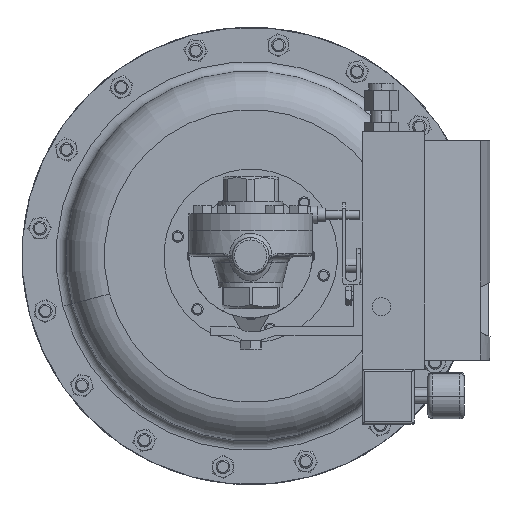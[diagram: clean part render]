
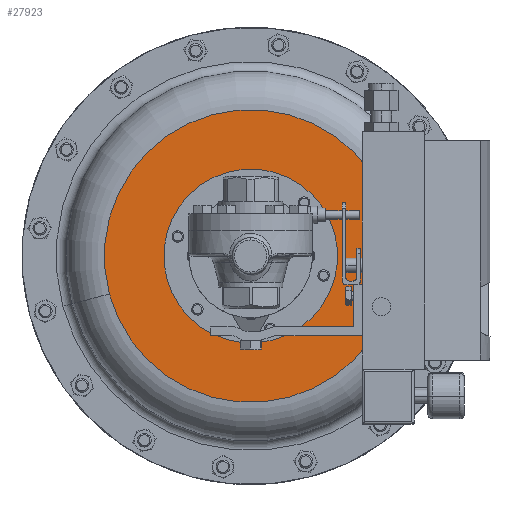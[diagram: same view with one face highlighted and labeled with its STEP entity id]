
A CAD part, front view. The second image highlights one B-rep face of the part: STEP entity #27923.
In plain terms, the highlighted planar face has unit normal (0, -1, 0).
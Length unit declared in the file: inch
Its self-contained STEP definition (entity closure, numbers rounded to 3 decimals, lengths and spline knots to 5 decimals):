
#56 = CARTESIAN_POINT ( 'NONE',  ( 6.32483, 9.24371, 4.01678 ) ) ;
#826 = CARTESIAN_POINT ( 'NONE',  ( 2.46113, 9.24371, 2.9815 ) ) ;
#1127 = CARTESIAN_POINT ( 'NONE',  ( 2.46113, 9.24371, 2.9815 ) ) ;
#1696 = ORIENTED_EDGE ( 'NONE', *, *, #17851, .F. ) ;
#1978 = EDGE_CURVE ( 'NONE', #20086, #33660, #16521, .T. ) ;
#3185 = AXIS2_PLACEMENT_3D ( 'NONE', #24881, #8637, #27558 ) ;
#3405 = AXIS2_PLACEMENT_3D ( 'NONE', #9541, #28434, #12278 ) ;
#3523 = DIRECTION ( 'NONE',  ( -0.707, 0., 0.707 ) ) ;
#3811 = DIRECTION ( 'NONE',  ( -0.707, 0., 0.707 ) ) ;
#5029 = AXIS2_PLACEMENT_3D ( 'NONE', #19982, #6477, #25440 ) ;
#6454 = VERTEX_POINT ( 'NONE', #18898 ) ;
#6477 = DIRECTION ( 'NONE',  ( 0., -1., 0. ) ) ;
#8637 = DIRECTION ( 'NONE',  ( 0., 1., 0. ) ) ;
#8751 = ORIENTED_EDGE ( 'NONE', *, *, #1978, .F. ) ;
#9541 = CARTESIAN_POINT ( 'NONE',  ( 2.46113, 9.24371, 2.9815 ) ) ;
#11361 = CIRCLE ( 'NONE', #29786, 2.375 ) ;
#11553 = EDGE_CURVE ( 'NONE', #6454, #29838, #32770, .T. ) ;
#11839 = PLANE ( 'NONE',  #5029 ) ;
#12278 = DIRECTION ( 'NONE',  ( -0.966, 0., -0.259 ) ) ;
#15315 = EDGE_LOOP ( 'NONE', ( #31252, #25752 ) ) ;
#16521 = CIRCLE ( 'NONE', #3185, 4. ) ;
#17851 = EDGE_CURVE ( 'NONE', #33660, #20086, #34304, .T. ) ;
#18898 = CARTESIAN_POINT ( 'NONE',  ( 0.78175, 9.24371, 4.66088 ) ) ;
#19767 = DIRECTION ( 'NONE',  ( 0., 1., 0. ) ) ;
#19982 = CARTESIAN_POINT ( 'NONE',  ( 1.42585, 9.24371, 6.84521 ) ) ;
#20062 = DIRECTION ( 'NONE',  ( 0., 1., 0. ) ) ;
#20086 = VERTEX_POINT ( 'NONE', #29027 ) ;
#21550 = FACE_OUTER_BOUND ( 'NONE', #32363, .T. ) ;
#24881 = CARTESIAN_POINT ( 'NONE',  ( 2.46113, 9.24371, 2.9815 ) ) ;
#25440 = DIRECTION ( 'NONE',  ( 0.966, 0., 0.259 ) ) ;
#25752 = ORIENTED_EDGE ( 'NONE', *, *, #11553, .T. ) ;
#27558 = DIRECTION ( 'NONE',  ( -0.966, 0., -0.259 ) ) ;
#27923 = ADVANCED_FACE ( 'NONE', ( #21550, #28727 ), #11839, .T. ) ;
#28434 = DIRECTION ( 'NONE',  ( 0., 1., 0. ) ) ;
#28475 = EDGE_CURVE ( 'NONE', #29838, #6454, #11361, .T. ) ;
#28727 = FACE_BOUND ( 'NONE', #15315, .T. ) ;
#29027 = CARTESIAN_POINT ( 'NONE',  ( -1.40258, 9.24371, 1.94623 ) ) ;
#29786 = AXIS2_PLACEMENT_3D ( 'NONE', #1127, #20062, #3811 ) ;
#29838 = VERTEX_POINT ( 'NONE', #30014 ) ;
#30014 = CARTESIAN_POINT ( 'NONE',  ( 4.1405, 9.24371, 1.30212 ) ) ;
#31252 = ORIENTED_EDGE ( 'NONE', *, *, #28475, .T. ) ;
#31819 = AXIS2_PLACEMENT_3D ( 'NONE', #826, #19767, #3523 ) ;
#32363 = EDGE_LOOP ( 'NONE', ( #8751, #1696 ) ) ;
#32770 = CIRCLE ( 'NONE', #31819, 2.375 ) ;
#33660 = VERTEX_POINT ( 'NONE', #56 ) ;
#34304 = CIRCLE ( 'NONE', #3405, 4. ) ;
